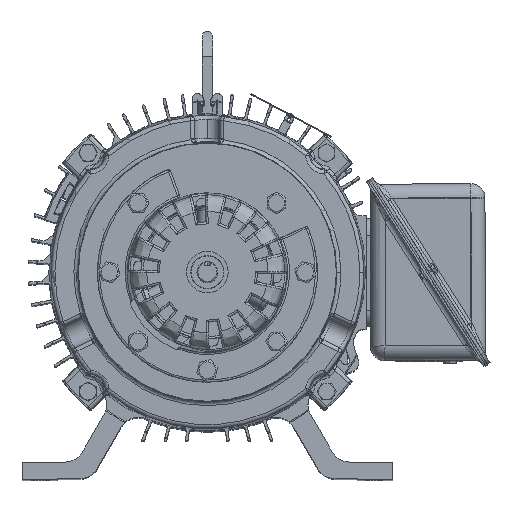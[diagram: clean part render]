
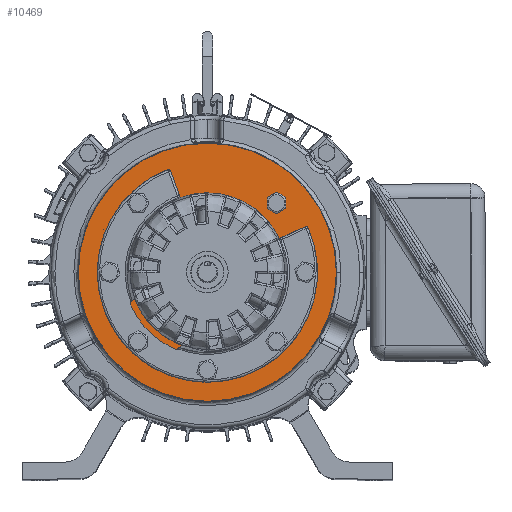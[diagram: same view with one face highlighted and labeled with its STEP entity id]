
A CAD part, top view. The second image highlights one B-rep face of the part: STEP entity #10469.
In plain terms, the highlighted planar face has unit normal (0, 0, 1).
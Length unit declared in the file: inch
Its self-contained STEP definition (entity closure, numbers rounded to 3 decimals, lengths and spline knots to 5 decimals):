
#267 = ORIENTED_EDGE ( 'NONE', *, *, #29305, .F. ) ;
#719 = DIRECTION ( 'NONE',  ( 0., 0., 1. ) ) ;
#3282 = CARTESIAN_POINT ( 'NONE',  ( 2.23313, -2.07713, -1.7433 ) ) ;
#4982 = ORIENTED_EDGE ( 'NONE', *, *, #25907, .F. ) ;
#5836 = DIRECTION ( 'NONE',  ( 1., 0., 0. ) ) ;
#6892 = ORIENTED_EDGE ( 'NONE', *, *, #64456, .F. ) ;
#9379 = ORIENTED_EDGE ( 'NONE', *, *, #96306, .F. ) ;
#10469 = ADVANCED_FACE ( 'NONE', ( #140426, #20314, #26058, #84114, #115163, #62860 ), #153073, .F. ) ;
#12310 = CIRCLE ( 'NONE', #141790, 3.87113 ) ;
#15320 = CARTESIAN_POINT ( 'NONE',  ( 0., 0., -1.7433 ) ) ;
#16241 = DIRECTION ( 'NONE',  ( 1., 0., 0. ) ) ;
#17234 = VERTEX_POINT ( 'NONE', #81944 ) ;
#18275 = CARTESIAN_POINT ( 'NONE',  ( 2.07713, -2.07713, -1.7433 ) ) ;
#18302 = DIRECTION ( 'NONE',  ( 0., 0., 1. ) ) ;
#18366 = EDGE_CURVE ( 'NONE', #146697, #92219, #139033, .T. ) ;
#20314 = FACE_BOUND ( 'NONE', #122817, .T. ) ;
#25057 = CARTESIAN_POINT ( 'NONE',  ( 0., 0., -1.7433 ) ) ;
#25183 = VERTEX_POINT ( 'NONE', #65816 ) ;
#25907 = EDGE_CURVE ( 'NONE', #92219, #146697, #41365, .T. ) ;
#26058 = FACE_BOUND ( 'NONE', #106155, .T. ) ;
#29093 = CARTESIAN_POINT ( 'NONE',  ( 0., 0., -1.7433 ) ) ;
#29305 = EDGE_CURVE ( 'NONE', #151560, #52887, #126004, .T. ) ;
#29626 = DIRECTION ( 'NONE',  ( -1., 0., 0. ) ) ;
#31917 = EDGE_LOOP ( 'NONE', ( #137303, #57907 ) ) ;
#33406 = CIRCLE ( 'NONE', #41385, 0.156 ) ;
#34578 = DIRECTION ( 'NONE',  ( 1., 0., 0. ) ) ;
#39514 = CARTESIAN_POINT ( 'NONE',  ( -2.07713, -2.07713, -1.7433 ) ) ;
#40006 = DIRECTION ( 'NONE',  ( 0., 0., 1. ) ) ;
#41365 = CIRCLE ( 'NONE', #119070, 2.24925 ) ;
#41385 = AXIS2_PLACEMENT_3D ( 'NONE', #39514, #140230, #76360 ) ;
#41679 = VERTEX_POINT ( 'NONE', #74380 ) ;
#43158 = DIRECTION ( 'NONE',  ( 1., 0., 0. ) ) ;
#43476 = AXIS2_PLACEMENT_3D ( 'NONE', #60495, #147168, #122204 ) ;
#43913 = EDGE_CURVE ( 'NONE', #17234, #25183, #109793, .T. ) ;
#48383 = DIRECTION ( 'NONE',  ( 1., 0., 0. ) ) ;
#51818 = AXIS2_PLACEMENT_3D ( 'NONE', #119015, #133118, #34578 ) ;
#52021 = AXIS2_PLACEMENT_3D ( 'NONE', #105868, #155768, #93933 ) ;
#52887 = VERTEX_POINT ( 'NONE', #157578 ) ;
#57907 = ORIENTED_EDGE ( 'NONE', *, *, #124590, .F. ) ;
#60495 = CARTESIAN_POINT ( 'NONE',  ( 2.07713, 2.07713, -1.7433 ) ) ;
#61139 = EDGE_LOOP ( 'NONE', ( #4982, #77930 ) ) ;
#62860 = FACE_OUTER_BOUND ( 'NONE', #158642, .T. ) ;
#64456 = EDGE_CURVE ( 'NONE', #99512, #65583, #100400, .T. ) ;
#65583 = VERTEX_POINT ( 'NONE', #150286 ) ;
#65816 = CARTESIAN_POINT ( 'NONE',  ( 0., 3.87113, -1.7433 ) ) ;
#66404 = CARTESIAN_POINT ( 'NONE',  ( 1.92113, 2.07713, -1.7433 ) ) ;
#66548 = DIRECTION ( 'NONE',  ( 0., 0., 1. ) ) ;
#69081 = CARTESIAN_POINT ( 'NONE',  ( -2.23313, -2.07713, -1.7433 ) ) ;
#69112 = DIRECTION ( 'NONE',  ( 0., 0., 1. ) ) ;
#72231 = ORIENTED_EDGE ( 'NONE', *, *, #79376, .F. ) ;
#74242 = AXIS2_PLACEMENT_3D ( 'NONE', #124615, #136553, #123540 ) ;
#74380 = CARTESIAN_POINT ( 'NONE',  ( -1.92113, -2.07713, -1.7433 ) ) ;
#76360 = DIRECTION ( 'NONE',  ( 1., 0., 0. ) ) ;
#76484 = DIRECTION ( 'NONE',  ( 0., -1., 0. ) ) ;
#77930 = ORIENTED_EDGE ( 'NONE', *, *, #18366, .F. ) ;
#79376 = EDGE_CURVE ( 'NONE', #41679, #122831, #86437, .T. ) ;
#80766 = EDGE_LOOP ( 'NONE', ( #138643, #267 ) ) ;
#81944 = CARTESIAN_POINT ( 'NONE',  ( 0., -3.87113, -1.7433 ) ) ;
#83450 = CIRCLE ( 'NONE', #94778, 0.156 ) ;
#84114 = FACE_BOUND ( 'NONE', #80766, .T. ) ;
#86437 = CIRCLE ( 'NONE', #51818, 0.156 ) ;
#88643 = EDGE_CURVE ( 'NONE', #52887, #151560, #98229, .T. ) ;
#92219 = VERTEX_POINT ( 'NONE', #94034 ) ;
#93376 = DIRECTION ( 'NONE',  ( 0., 0., -1. ) ) ;
#93933 = DIRECTION ( 'NONE',  ( 1., 0., 0. ) ) ;
#94034 = CARTESIAN_POINT ( 'NONE',  ( 2.24925, 0., -1.7433 ) ) ;
#94778 = AXIS2_PLACEMENT_3D ( 'NONE', #109522, #121478, #48383 ) ;
#96306 = EDGE_CURVE ( 'NONE', #25183, #17234, #12310, .T. ) ;
#97661 = ORIENTED_EDGE ( 'NONE', *, *, #43913, .F. ) ;
#98229 = CIRCLE ( 'NONE', #113905, 0.156 ) ;
#99512 = VERTEX_POINT ( 'NONE', #3282 ) ;
#100400 = CIRCLE ( 'NONE', #146884, 0.156 ) ;
#102715 = CARTESIAN_POINT ( 'NONE',  ( -2.07713, 2.07713, -1.7433 ) ) ;
#103110 = VERTEX_POINT ( 'NONE', #149075 ) ;
#105868 = CARTESIAN_POINT ( 'NONE',  ( -2.07713, 2.07713, -1.7433 ) ) ;
#106155 = EDGE_LOOP ( 'NONE', ( #72231, #134605 ) ) ;
#109522 = CARTESIAN_POINT ( 'NONE',  ( 2.07713, 2.07713, -1.7433 ) ) ;
#109793 = CIRCLE ( 'NONE', #74242, 3.87113 ) ;
#113905 = AXIS2_PLACEMENT_3D ( 'NONE', #102715, #66548, #16241 ) ;
#115163 = FACE_BOUND ( 'NONE', #61139, .T. ) ;
#119015 = CARTESIAN_POINT ( 'NONE',  ( -2.07713, -2.07713, -1.7433 ) ) ;
#119070 = AXIS2_PLACEMENT_3D ( 'NONE', #29093, #18302, #43158 ) ;
#119554 = AXIS2_PLACEMENT_3D ( 'NONE', #155194, #93376, #29626 ) ;
#121478 = DIRECTION ( 'NONE',  ( 0., 0., 1. ) ) ;
#122204 = DIRECTION ( 'NONE',  ( 1., 0., 0. ) ) ;
#122817 = EDGE_LOOP ( 'NONE', ( #6892, #142380 ) ) ;
#122831 = VERTEX_POINT ( 'NONE', #69081 ) ;
#123540 = DIRECTION ( 'NONE',  ( 0., -1., 0. ) ) ;
#124590 = EDGE_CURVE ( 'NONE', #153550, #103110, #83450, .T. ) ;
#124615 = CARTESIAN_POINT ( 'NONE',  ( 0., 0., -1.7433 ) ) ;
#126004 = CIRCLE ( 'NONE', #52021, 0.156 ) ;
#127733 = DIRECTION ( 'NONE',  ( 1., 0., 0. ) ) ;
#132887 = CARTESIAN_POINT ( 'NONE',  ( -2.24925, 0., -1.7433 ) ) ;
#133118 = DIRECTION ( 'NONE',  ( 0., 0., 1. ) ) ;
#134605 = ORIENTED_EDGE ( 'NONE', *, *, #147492, .F. ) ;
#134962 = DIRECTION ( 'NONE',  ( 1., 0., 0. ) ) ;
#136553 = DIRECTION ( 'NONE',  ( 0., 0., -1. ) ) ;
#137303 = ORIENTED_EDGE ( 'NONE', *, *, #159134, .F. ) ;
#138546 = AXIS2_PLACEMENT_3D ( 'NONE', #152100, #40006, #127733 ) ;
#138549 = CIRCLE ( 'NONE', #138546, 0.156 ) ;
#138643 = ORIENTED_EDGE ( 'NONE', *, *, #88643, .F. ) ;
#139033 = CIRCLE ( 'NONE', #141244, 2.24925 ) ;
#140230 = DIRECTION ( 'NONE',  ( 0., 0., 1. ) ) ;
#140426 = FACE_BOUND ( 'NONE', #31917, .T. ) ;
#141244 = AXIS2_PLACEMENT_3D ( 'NONE', #25057, #719, #134962 ) ;
#141790 = AXIS2_PLACEMENT_3D ( 'NONE', #15320, #151177, #76484 ) ;
#142380 = ORIENTED_EDGE ( 'NONE', *, *, #144985, .F. ) ;
#144985 = EDGE_CURVE ( 'NONE', #65583, #99512, #138549, .T. ) ;
#146697 = VERTEX_POINT ( 'NONE', #132887 ) ;
#146884 = AXIS2_PLACEMENT_3D ( 'NONE', #18275, #69112, #5836 ) ;
#147168 = DIRECTION ( 'NONE',  ( 0., 0., 1. ) ) ;
#147492 = EDGE_CURVE ( 'NONE', #122831, #41679, #33406, .T. ) ;
#149075 = CARTESIAN_POINT ( 'NONE',  ( 2.23313, 2.07713, -1.7433 ) ) ;
#150286 = CARTESIAN_POINT ( 'NONE',  ( 1.92113, -2.07713, -1.7433 ) ) ;
#150578 = CARTESIAN_POINT ( 'NONE',  ( -2.23313, 2.07713, -1.7433 ) ) ;
#151177 = DIRECTION ( 'NONE',  ( 0., 0., -1. ) ) ;
#151560 = VERTEX_POINT ( 'NONE', #150578 ) ;
#152100 = CARTESIAN_POINT ( 'NONE',  ( 2.07713, -2.07713, -1.7433 ) ) ;
#153073 = PLANE ( 'NONE',  #119554 ) ;
#153550 = VERTEX_POINT ( 'NONE', #66404 ) ;
#154950 = CIRCLE ( 'NONE', #43476, 0.156 ) ;
#155194 = CARTESIAN_POINT ( 'NONE',  ( 0., 4.5734, -1.7433 ) ) ;
#155768 = DIRECTION ( 'NONE',  ( 0., 0., 1. ) ) ;
#157578 = CARTESIAN_POINT ( 'NONE',  ( -1.92113, 2.07713, -1.7433 ) ) ;
#158642 = EDGE_LOOP ( 'NONE', ( #97661, #9379 ) ) ;
#159134 = EDGE_CURVE ( 'NONE', #103110, #153550, #154950, .T. ) ;
